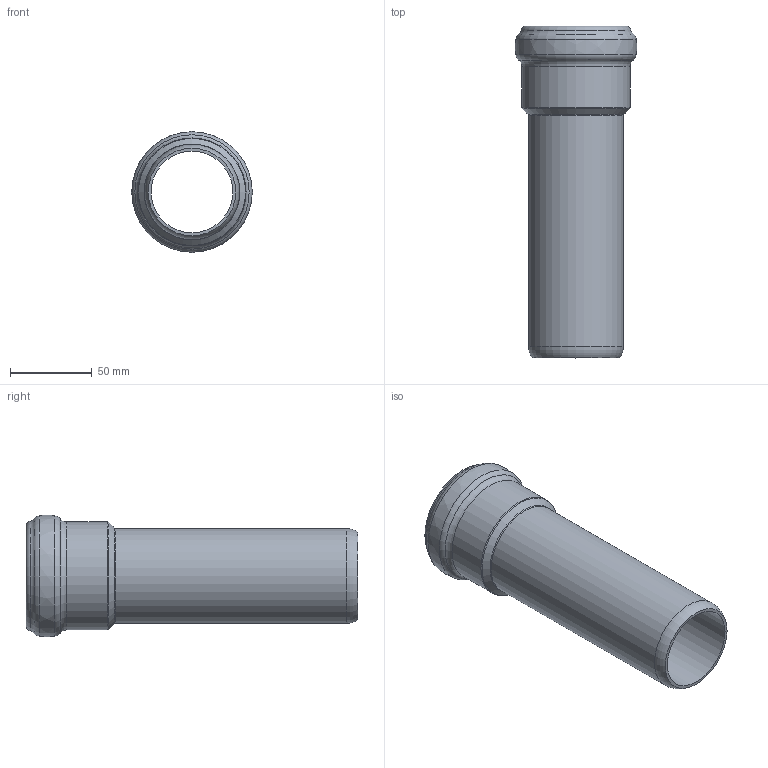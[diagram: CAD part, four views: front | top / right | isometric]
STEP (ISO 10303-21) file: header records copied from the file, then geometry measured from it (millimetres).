
FILE_DESCRIPTION(/* description */ (''),/* implementation_level */ '2;1');
FILE_NAME(/* name */ '332000 SKOLANsafeEM Passlängen DN_OD 58x150.stp',/* time_stamp */ '2018-01-09T07:30:49+01:00',/* author */ ('user1'),/* organization */ (''),/* preprocessor_version */ 'ST-DEVELOPER v16.1',/* originating_system */ 'Autodesk Inventor 2016',/* authorisation */ '');
FILE_SCHEMA (('AUTOMOTIVE_DESIGN { 1 0 10303 214 3 1 1 }'));
Length unit declared in the file: millimetre
Products named in the file (1): 332000 SKOLANsafeEM Passlängen DN_OD 58x150
Bounding box: 74.4 x 203 x 74.36 mm (x, y, z)
Volume: 146547 mm3; surface area: 75437.3 mm2
Topology: 1 solids, 1 shells, 27 faces, 55 edges, 29 vertices
Faces by surface type: torus 15, cylinder 6, cone 4, plane 1, bspline 1
Full cylindrical faces by diameter (mm): 50 x1, 58 x1, 58.5 x2, 66.1 x1, 67.6 x1
Entity records: 618 total; most frequent: CARTESIAN_POINT 115, DIRECTION 112, ORIENTED_EDGE 60, AXIS2_PLACEMENT_3D 56, EDGE_LOOP 53, EDGE_CURVE 30, CIRCLE 29, VERTEX_POINT 29
